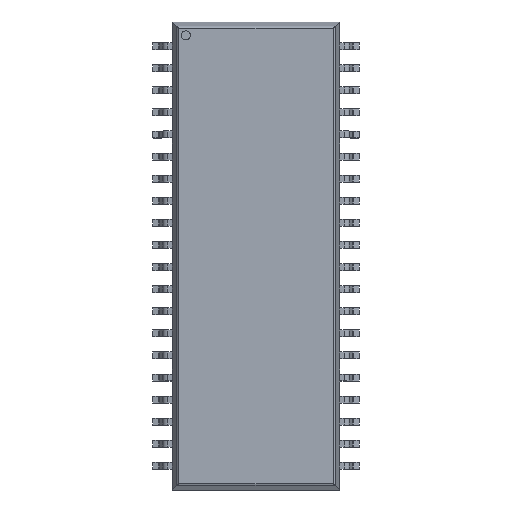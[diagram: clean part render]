
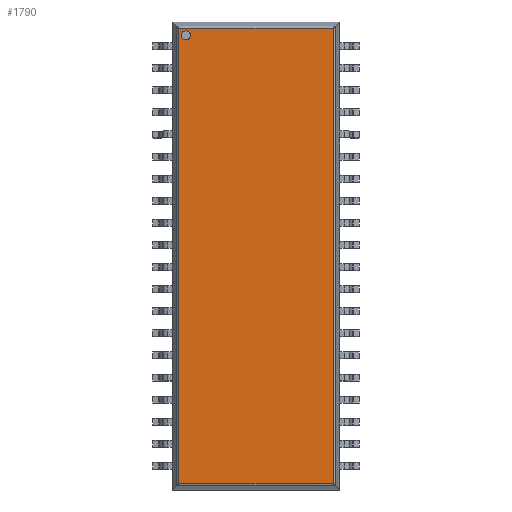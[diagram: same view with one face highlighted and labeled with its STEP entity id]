
A CAD part, top view. The second image highlights one B-rep face of the part: STEP entity #1790.
In plain terms, the highlighted planar face has unit normal (0, 0, 1).
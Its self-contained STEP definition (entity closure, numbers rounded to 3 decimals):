
#1740=CARTESIAN_POINT('',(-4.029,12.415,2.9));
#1741=VERTEX_POINT('',#1740);
#1742=CARTESIAN_POINT('',(-4.029,12.679,2.9));
#1743=DIRECTION('',(0.0,-0.0,1.0));
#1744=DIRECTION('',(0.0,-1.0,-0.0));
#1745=AXIS2_PLACEMENT_3D('',#1742,#1743,#1744);
#1746=CIRCLE('',#1745,0.264);
#1747=EDGE_CURVE('n� 674',#1741,#1741,#1746,.T.);
#1748=ORIENTED_EDGE('',*,*,#1747,.F.);
#1749=EDGE_LOOP('',(#1748));
#1750=FACE_OUTER_BOUND('',#1749,.T.);
#1751=CARTESIAN_POINT('',(-4.448,13.098,2.9));
#1752=VERTEX_POINT('',#1751);
#1753=CARTESIAN_POINT('',(-4.448,-13.098,2.9));
#1754=VERTEX_POINT('',#1753);
#1755=CARTESIAN_POINT('',(-4.448,-13.179,2.9));
#1756=DIRECTION('',(0.0,-1.0,-0.0));
#1757=VECTOR('',#1756,1.0);
#1758=LINE('',#1755,#1757);
#1759=EDGE_CURVE('n� 467',#1752,#1754,#1758,.T.);
#1760=ORIENTED_EDGE('',*,*,#1759,.T.);
#1761=CARTESIAN_POINT('',(4.448,-13.098,2.9));
#1762=VERTEX_POINT('',#1761);
#1763=CARTESIAN_POINT('',(4.529,-13.098,2.9));
#1764=DIRECTION('',(1.0,0.0,0.0));
#1765=VECTOR('',#1764,1.0);
#1766=LINE('',#1763,#1765);
#1767=EDGE_CURVE('n� 470',#1754,#1762,#1766,.T.);
#1768=ORIENTED_EDGE('',*,*,#1767,.T.);
#1769=CARTESIAN_POINT('',(4.448,13.098,2.9));
#1770=VERTEX_POINT('',#1769);
#1771=CARTESIAN_POINT('',(4.448,13.179,2.9));
#1772=DIRECTION('',(-0.0,1.0,0.0));
#1773=VECTOR('',#1772,1.0);
#1774=LINE('',#1771,#1773);
#1775=EDGE_CURVE('n� 459',#1762,#1770,#1774,.T.);
#1776=ORIENTED_EDGE('',*,*,#1775,.T.);
#1777=CARTESIAN_POINT('',(-4.529,13.098,2.9));
#1778=DIRECTION('',(-1.0,-0.0,0.0));
#1779=VECTOR('',#1778,1.0);
#1780=LINE('',#1777,#1779);
#1781=EDGE_CURVE('n� 463',#1770,#1752,#1780,.T.);
#1782=ORIENTED_EDGE('',*,*,#1781,.T.);
#1783=EDGE_LOOP('',(#1760,#1768,#1776,#1782));
#1784=FACE_BOUND('',#1783,.T.);
#1785=CARTESIAN_POINT('',(-4.8,13.45,2.9));
#1786=DIRECTION('',(0.0,0.0,-1.0));
#1787=DIRECTION('',(0.0,1.0,0.0));
#1788=AXIS2_PLACEMENT_3D('',#1785,#1786,#1787);
#1789=PLANE('',#1788);
#1790=ADVANCED_FACE('n� 1',(#1750,#1784),#1789,.F.);
